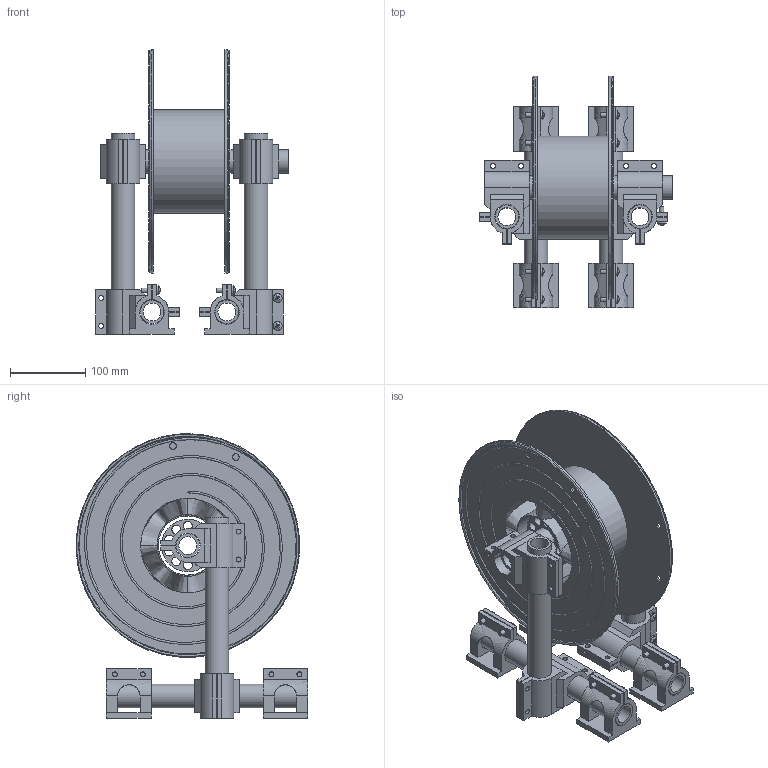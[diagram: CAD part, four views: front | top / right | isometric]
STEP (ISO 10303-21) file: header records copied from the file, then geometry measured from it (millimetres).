
FILE_DESCRIPTION(('FreeCAD Model'),'2;1');
FILE_NAME('Open CASCADE Shape Model','2025-04-29T15:10:02',('FreeCAD'),( 'FreeCAD'),'Open CASCADE STEP processor 7.6','FreeCAD','Unknown');
FILE_SCHEMA(('AUTOMOTIVE_DESIGN { 1 0 10303 214 1 1 1 1 }'));
Products named in the file (1): Open CASCADE STEP translator 7.6 1
Bounding box: 256.48 x 308.42 x 379.03 mm (x, y, z)
Volume: 2096776.1 mm3; surface area: 972329 mm2
Topology: 35 solids, 35 shells, 903 faces, 2428 edges, 1590 vertices
Faces by surface type: bspline 903
Entity records: 33288 total; most frequent: CARTESIAN_POINT 19717, ORIENTED_EDGE 4816, EDGE_CURVE 2408, VERTEX_POINT 1590, FACE_BOUND 1072, EDGE_LOOP 1072, B_SPLINE_CURVE_WITH_KNOTS 1046, ADVANCED_FACE 903
